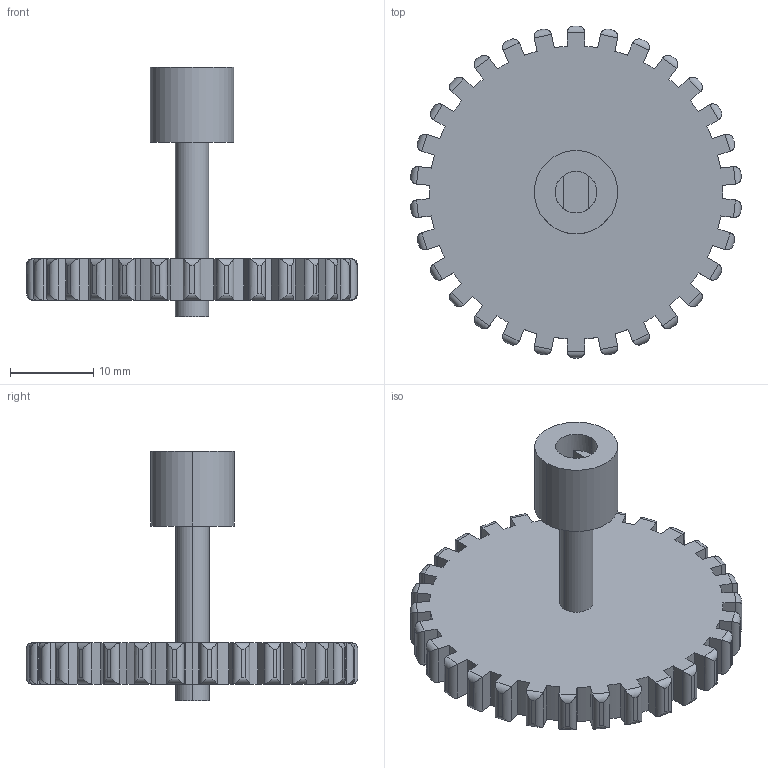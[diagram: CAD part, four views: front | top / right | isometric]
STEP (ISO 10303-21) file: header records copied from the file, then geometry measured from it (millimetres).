
FILE_DESCRIPTION (( 'STEP AP214' ), '1' );
FILE_NAME ('center gear.STEP', '2021-05-28T21:38:25', ( '' ), ( '' ), 'SwSTEP 2.0', 'SolidWorks 2020', '' );
FILE_SCHEMA (( 'AUTOMOTIVE_DESIGN' ));
Length unit declared in the file: centimetre
Products named in the file (1): center gear
Bounding box: 39.71 x 39.87 x 30 mm (x, y, z)
Volume: 6326 mm3; surface area: 4088.6 mm2
Topology: 1 solids, 1 shells, 273 faces, 681 edges, 414 vertices
Faces by surface type: cylinder 173, plane 100
Entity records: 7911 total; most frequent: CARTESIAN_POINT 1813, ORIENTED_EDGE 1362, DIRECTION 1163, EDGE_CURVE 681, LINE 451, VECTOR 451, VERTEX_POINT 414, AXIS2_PLACEMENT_3D 356
